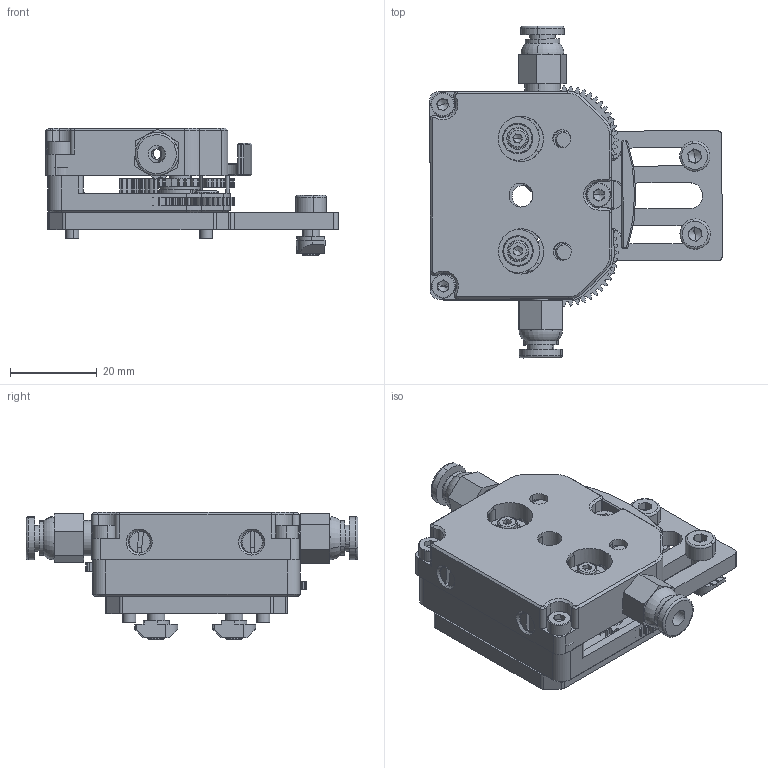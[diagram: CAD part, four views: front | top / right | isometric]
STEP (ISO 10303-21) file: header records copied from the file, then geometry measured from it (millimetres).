
FILE_DESCRIPTION (( 'STEP AP203' ), '1' );
FILE_NAME ('OMG-V2 F.STEP', '2021-02-25T11:22:41', ( '倢毞' ), ( '倢毞馱釬弅' ), 'SwSTEP 2.0', 'SolidWorks 2017', '' );
FILE_SCHEMA (( 'CONFIG_CONTROL_DESIGN' ));
Length unit declared in the file: millimetre
Products named in the file (1): OMG-V2 F
Bounding box: 67.58 x 76.74 x 29.5 mm (x, y, z)
Surface area: 24765.1 mm2 (no closed solid volume)
Topology: 0 solids, 50 shells, 1031 faces, 3705 edges, 2616 vertices
Faces by surface type: cylinder 586, plane 313, cone 92, torus 40
Entity records: 41443 total; most frequent: CARTESIAN_POINT 8858, DIRECTION 7563, ORIENTED_EDGE 6010, EDGE_CURVE 3681, AXIS2_PLACEMENT_3D 2995, VERTEX_POINT 2610, CIRCLE 1963, VECTOR 1573
